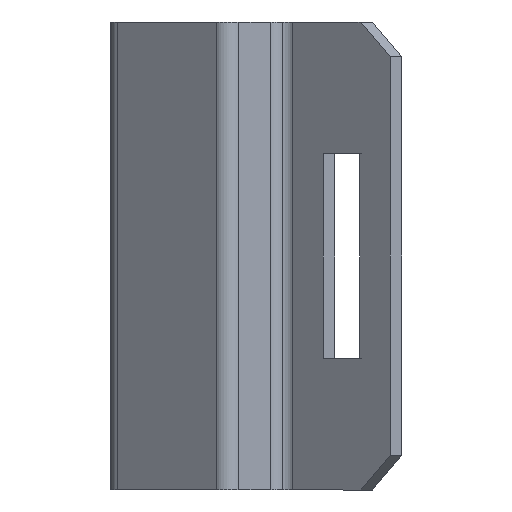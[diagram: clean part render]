
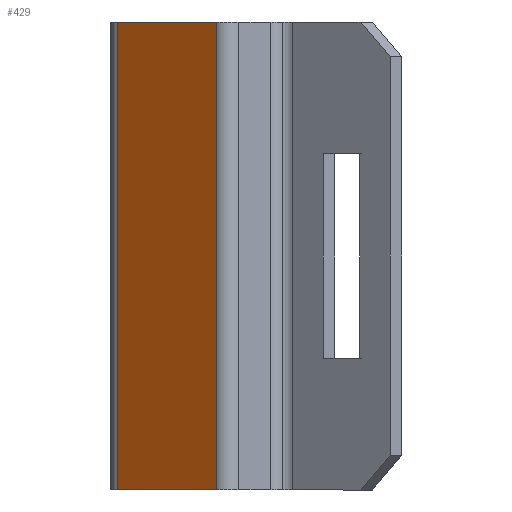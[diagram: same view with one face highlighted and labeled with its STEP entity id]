
A CAD part, left-side view. The second image highlights one B-rep face of the part: STEP entity #429.
In plain terms, the highlighted planar face has unit normal (-0.77, 0.638, 0).
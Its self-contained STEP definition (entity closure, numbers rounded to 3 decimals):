
#85 = LINE ( 'NONE', #2968, #2405 ) ;
#424 = VERTEX_POINT ( 'NONE', #2854 ) ;
#429 = ADVANCED_FACE ( 'NONE', ( #3033 ), #2106, .T. ) ;
#471 = DIRECTION ( 'NONE',  ( -0.638, -0.77, 0. ) ) ;
#579 = LINE ( 'NONE', #1492, #1219 ) ;
#628 = ORIENTED_EDGE ( 'NONE', *, *, #1576, .T. ) ;
#660 = CARTESIAN_POINT ( 'NONE',  ( -19.242, -2.809, 0. ) ) ;
#708 = CARTESIAN_POINT ( 'NONE',  ( -16.61, 0.37, 15. ) ) ;
#804 = DIRECTION ( 'NONE',  ( -0.638, -0.77, 0. ) ) ;
#935 = ORIENTED_EDGE ( 'NONE', *, *, #1289, .F. ) ;
#1104 = EDGE_CURVE ( 'NONE', #424, #2918, #2865, .T. ) ;
#1219 = VECTOR ( 'NONE', #804, 1000. ) ;
#1243 = VERTEX_POINT ( 'NONE', #2214 ) ;
#1289 = EDGE_CURVE ( 'NONE', #2769, #424, #85, .T. ) ;
#1380 = CARTESIAN_POINT ( 'NONE',  ( -19.242, -2.809, 15. ) ) ;
#1469 = VECTOR ( 'NONE', #1857, 1000. ) ;
#1492 = CARTESIAN_POINT ( 'NONE',  ( -16.61, 0.37, 0. ) ) ;
#1525 = EDGE_CURVE ( 'NONE', #1243, #2918, #2125, .T. ) ;
#1561 = ORIENTED_EDGE ( 'NONE', *, *, #1104, .F. ) ;
#1576 = EDGE_CURVE ( 'NONE', #2769, #1243, #579, .T. ) ;
#1633 = DIRECTION ( 'NONE',  ( -0.77, 0.638, 0. ) ) ;
#1718 = VECTOR ( 'NONE', #471, 1000. ) ;
#1758 = DIRECTION ( 'NONE',  ( 0., 0., 1. ) ) ;
#1857 = DIRECTION ( 'NONE',  ( 0., 0., 1. ) ) ;
#2106 = PLANE ( 'NONE',  #2325 ) ;
#2125 = LINE ( 'NONE', #660, #1469 ) ;
#2214 = CARTESIAN_POINT ( 'NONE',  ( -19.242, -2.809, 0. ) ) ;
#2325 = AXIS2_PLACEMENT_3D ( 'NONE', #2797, #1633, #2833 ) ;
#2405 = VECTOR ( 'NONE', #1758, 1000. ) ;
#2459 = ORIENTED_EDGE ( 'NONE', *, *, #1525, .T. ) ;
#2533 = CARTESIAN_POINT ( 'NONE',  ( -16.61, 0.37, 0. ) ) ;
#2769 = VERTEX_POINT ( 'NONE', #2533 ) ;
#2797 = CARTESIAN_POINT ( 'NONE',  ( -16.61, 0.37, 0. ) ) ;
#2833 = DIRECTION ( 'NONE',  ( -0.638, -0.77, 0. ) ) ;
#2854 = CARTESIAN_POINT ( 'NONE',  ( -16.61, 0.37, 15. ) ) ;
#2865 = LINE ( 'NONE', #708, #1718 ) ;
#2918 = VERTEX_POINT ( 'NONE', #1380 ) ;
#2968 = CARTESIAN_POINT ( 'NONE',  ( -16.61, 0.37, 0. ) ) ;
#3033 = FACE_OUTER_BOUND ( 'NONE', #3089, .T. ) ;
#3089 = EDGE_LOOP ( 'NONE', ( #1561, #935, #628, #2459 ) ) ;
